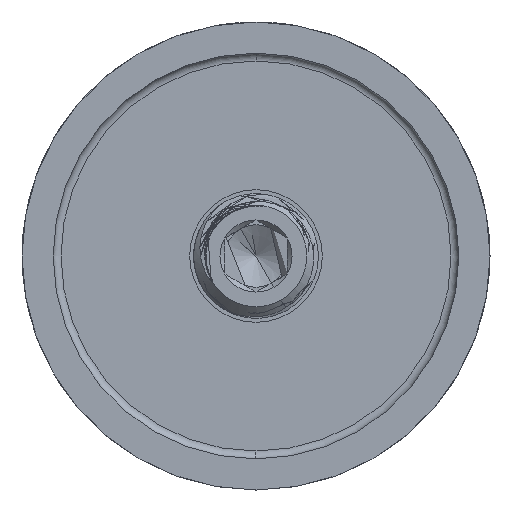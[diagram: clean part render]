
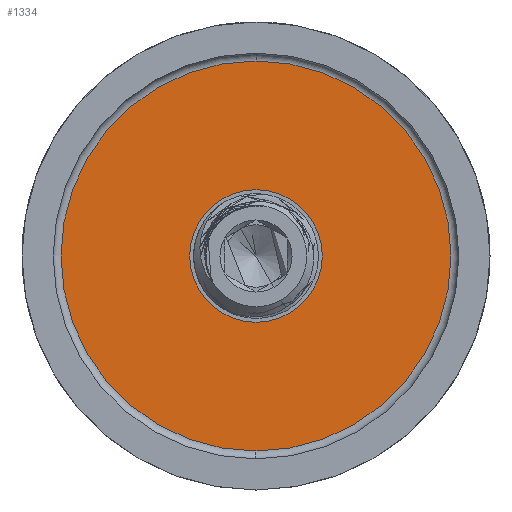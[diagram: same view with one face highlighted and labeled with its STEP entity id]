
A CAD part, left-side view. The second image highlights one B-rep face of the part: STEP entity #1334.
In plain terms, the highlighted planar face has unit normal (-1, 0, 0).
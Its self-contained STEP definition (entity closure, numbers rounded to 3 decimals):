
#213 = CARTESIAN_POINT ( 'NONE',  ( 48., 0., -4.25 ) ) ;
#232 = EDGE_CURVE ( 'NONE', #12882, #9226, #5008, .T. ) ;
#290 = EDGE_LOOP ( 'NONE', ( #6337, #11991 ) ) ;
#402 = EDGE_LOOP ( 'NONE', ( #4639, #9122 ) ) ;
#664 = CARTESIAN_POINT ( 'NONE',  ( 48., 0., 4.25 ) ) ;
#1018 = DIRECTION ( 'NONE',  ( 1., 0., 0. ) ) ;
#1334 = ADVANCED_FACE ( 'NONE', ( #9705, #10734 ), #4775, .T. ) ;
#1441 = DIRECTION ( 'NONE',  ( 0., 0., 1. ) ) ;
#2405 = DIRECTION ( 'NONE',  ( 0., 0., -1. ) ) ;
#2464 = EDGE_CURVE ( 'NONE', #3699, #12233, #2490, .T. ) ;
#2490 = CIRCLE ( 'NONE', #6378, 4.25 ) ;
#2630 = DIRECTION ( 'NONE',  ( 0., 0., 1. ) ) ;
#3202 = EDGE_CURVE ( 'NONE', #9226, #12882, #7597, .T. ) ;
#3699 = VERTEX_POINT ( 'NONE', #213 ) ;
#4639 = ORIENTED_EDGE ( 'NONE', *, *, #232, .T. ) ;
#4775 = PLANE ( 'NONE',  #12395 ) ;
#4821 = DIRECTION ( 'NONE',  ( -1., 0., 0. ) ) ;
#5008 = CIRCLE ( 'NONE', #6382, 12.5 ) ;
#5556 = EDGE_CURVE ( 'NONE', #12233, #3699, #10553, .T. ) ;
#5624 = CARTESIAN_POINT ( 'NONE',  ( 48., 0., 0. ) ) ;
#6074 = AXIS2_PLACEMENT_3D ( 'NONE', #9286, #10409, #2630 ) ;
#6337 = ORIENTED_EDGE ( 'NONE', *, *, #2464, .T. ) ;
#6376 = CARTESIAN_POINT ( 'NONE',  ( 48., 0., 12.5 ) ) ;
#6378 = AXIS2_PLACEMENT_3D ( 'NONE', #7785, #1018, #8897 ) ;
#6382 = AXIS2_PLACEMENT_3D ( 'NONE', #8252, #4821, #11709 ) ;
#6752 = DIRECTION ( 'NONE',  ( 1., 0., 0. ) ) ;
#7102 = DIRECTION ( 'NONE',  ( -1., 0., 0. ) ) ;
#7597 = CIRCLE ( 'NONE', #6074, 12.5 ) ;
#7785 = CARTESIAN_POINT ( 'NONE',  ( 48., 0., 0. ) ) ;
#8137 = CARTESIAN_POINT ( 'NONE',  ( 48., 0., -12.5 ) ) ;
#8252 = CARTESIAN_POINT ( 'NONE',  ( 48., 0., 0. ) ) ;
#8897 = DIRECTION ( 'NONE',  ( 0., 0., -1. ) ) ;
#9122 = ORIENTED_EDGE ( 'NONE', *, *, #3202, .T. ) ;
#9226 = VERTEX_POINT ( 'NONE', #8137 ) ;
#9286 = CARTESIAN_POINT ( 'NONE',  ( 48., 0., 0. ) ) ;
#9705 = FACE_OUTER_BOUND ( 'NONE', #402, .T. ) ;
#10037 = AXIS2_PLACEMENT_3D ( 'NONE', #5624, #6752, #2405 ) ;
#10409 = DIRECTION ( 'NONE',  ( -1., 0., 0. ) ) ;
#10553 = CIRCLE ( 'NONE', #10037, 4.25 ) ;
#10734 = FACE_BOUND ( 'NONE', #290, .T. ) ;
#11709 = DIRECTION ( 'NONE',  ( 0., 0., 1. ) ) ;
#11991 = ORIENTED_EDGE ( 'NONE', *, *, #5556, .T. ) ;
#12233 = VERTEX_POINT ( 'NONE', #664 ) ;
#12395 = AXIS2_PLACEMENT_3D ( 'NONE', #12577, #7102, #1441 ) ;
#12577 = CARTESIAN_POINT ( 'NONE',  ( 48., 13., 0. ) ) ;
#12882 = VERTEX_POINT ( 'NONE', #6376 ) ;
